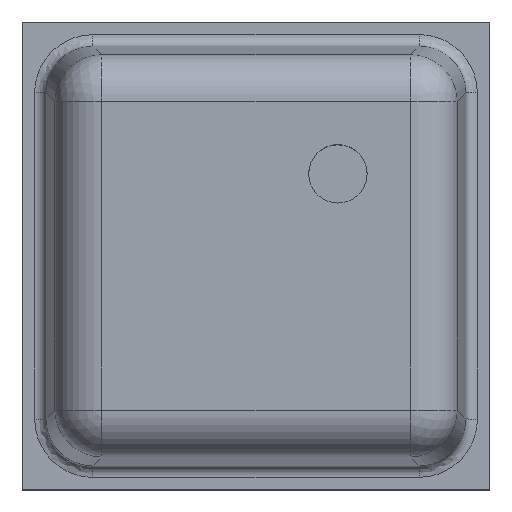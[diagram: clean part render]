
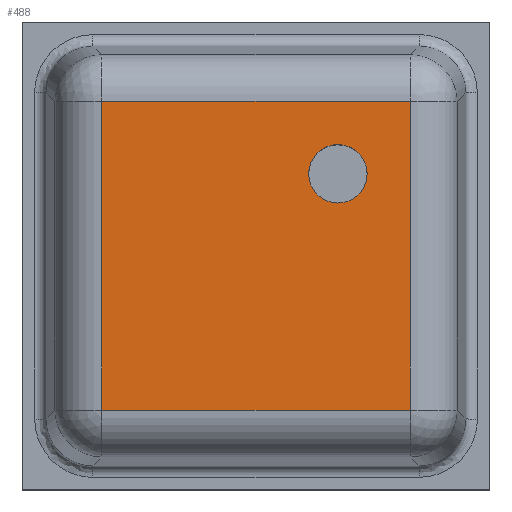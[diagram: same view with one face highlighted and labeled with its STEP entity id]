
A CAD part, top view. The second image highlights one B-rep face of the part: STEP entity #488.
In plain terms, the highlighted planar face has unit normal (0, 0, 1).
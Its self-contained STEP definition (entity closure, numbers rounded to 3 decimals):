
#20=FACE_BOUND('',#107,.T.);
#39=PLANE('',#561);
#72=FACE_OUTER_BOUND('',#106,.T.);
#106=EDGE_LOOP('',(#423,#424,#425,#426));
#107=EDGE_LOOP('',(#427));
#137=LINE('',#927,#174);
#139=LINE('',#934,#176);
#140=LINE('',#936,#177);
#141=LINE('',#938,#178);
#174=VECTOR('',#683,10.);
#176=VECTOR('',#693,10.);
#177=VECTOR('',#696,10.);
#178=VECTOR('',#699,10.);
#187=CIRCLE('',#509,0.125);
#209=VERTEX_POINT('',#726);
#237=VERTEX_POINT('',#905);
#238=VERTEX_POINT('',#912);
#240=VERTEX_POINT('',#917);
#242=VERTEX_POINT('',#929);
#247=EDGE_CURVE('',#209,#209,#187,.T.);
#299=EDGE_CURVE('',#237,#240,#137,.T.);
#303=EDGE_CURVE('',#240,#242,#139,.T.);
#304=EDGE_CURVE('',#242,#238,#140,.T.);
#305=EDGE_CURVE('',#238,#237,#141,.T.);
#423=ORIENTED_EDGE('',*,*,#299,.F.);
#424=ORIENTED_EDGE('',*,*,#305,.F.);
#425=ORIENTED_EDGE('',*,*,#304,.F.);
#426=ORIENTED_EDGE('',*,*,#303,.F.);
#427=ORIENTED_EDGE('',*,*,#247,.T.);
#488=ADVANCED_FACE('',(#72,#20),#39,.T.);
#509=AXIS2_PLACEMENT_3D('',#727,#571,#572);
#561=AXIS2_PLACEMENT_3D('',#941,#704,#705);
#571=DIRECTION('center_axis',(0.,0.,-1.));
#572=DIRECTION('ref_axis',(-1.,0.,0.));
#683=DIRECTION('',(1.,0.,0.));
#693=DIRECTION('',(0.,-1.,0.));
#696=DIRECTION('',(-1.,0.,0.));
#699=DIRECTION('',(0.,1.,0.));
#704=DIRECTION('center_axis',(0.,0.,1.));
#705=DIRECTION('ref_axis',(-1.,0.,0.));
#726=CARTESIAN_POINT('',(0.475,0.35,0.75));
#727=CARTESIAN_POINT('Origin',(0.35,0.35,0.75));
#905=CARTESIAN_POINT('',(-0.66,0.66,0.75));
#912=CARTESIAN_POINT('',(-0.66,-0.66,0.75));
#917=CARTESIAN_POINT('',(0.66,0.66,0.75));
#927=CARTESIAN_POINT('',(-0.45,0.66,0.75));
#929=CARTESIAN_POINT('',(0.66,-0.66,0.75));
#934=CARTESIAN_POINT('',(0.66,0.45,0.75));
#936=CARTESIAN_POINT('',(0.45,-0.66,0.75));
#938=CARTESIAN_POINT('',(-0.66,-0.45,0.75));
#941=CARTESIAN_POINT('Origin',(0.,0.,0.75));
